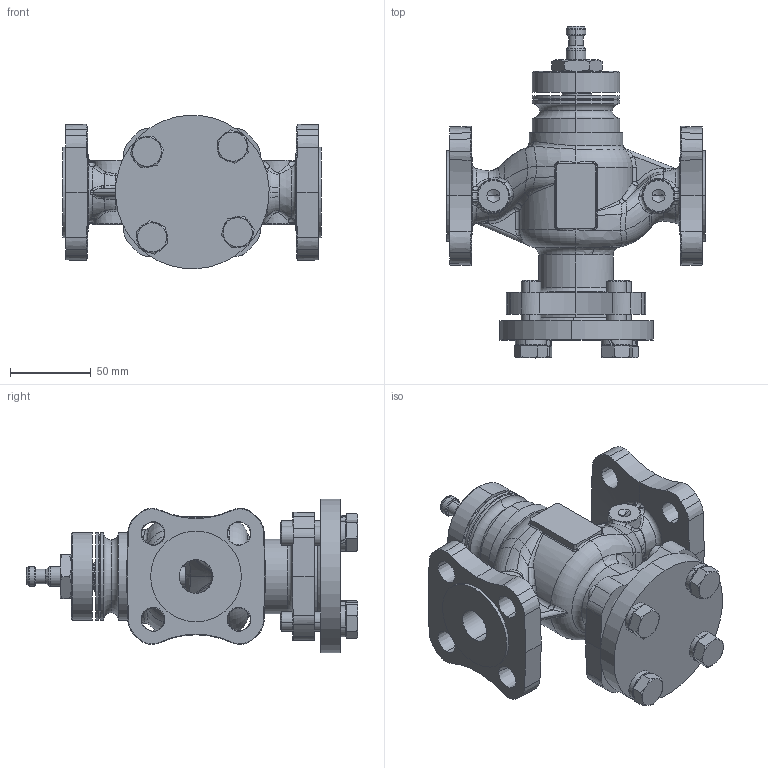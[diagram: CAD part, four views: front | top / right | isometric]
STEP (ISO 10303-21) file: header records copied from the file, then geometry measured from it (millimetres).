
FILE_DESCRIPTION((''),'2;1');
FILE_NAME('VF-2R_DN20_SW0001','2023-03-30T13:37:02',('User'),(''),'CREO PARAMETRIC BY PTC INC, 2019010','CREO PARAMETRIC BY PTC INC, 2019010','');
FILE_SCHEMA(('CONFIG_CONTROL_DESIGN'));
Products named in the file (1): VF-2R_DN20_SW0001
Bounding box: 160 x 205.05 x 94.83 mm (x, y, z)
Surface area: 147887.8 mm2 (no closed solid volume)
Topology: 0 solids, 39 shells, 856 faces, 2655 edges, 1774 vertices
Faces by surface type: bspline 378, cylinder 162, cone 153, plane 108, torus 48, sphere 7
Entity records: 89656 total; most frequent: CARTESIAN_POINT 70152, ORIENTED_EDGE 4525, DIRECTION 2702, EDGE_CURVE 2646, VERTEX_POINT 1774, B_SPLINE_CURVE_WITH_KNOTS 1517, AXIS2_PLACEMENT_3D 1095, EDGE_LOOP 919
